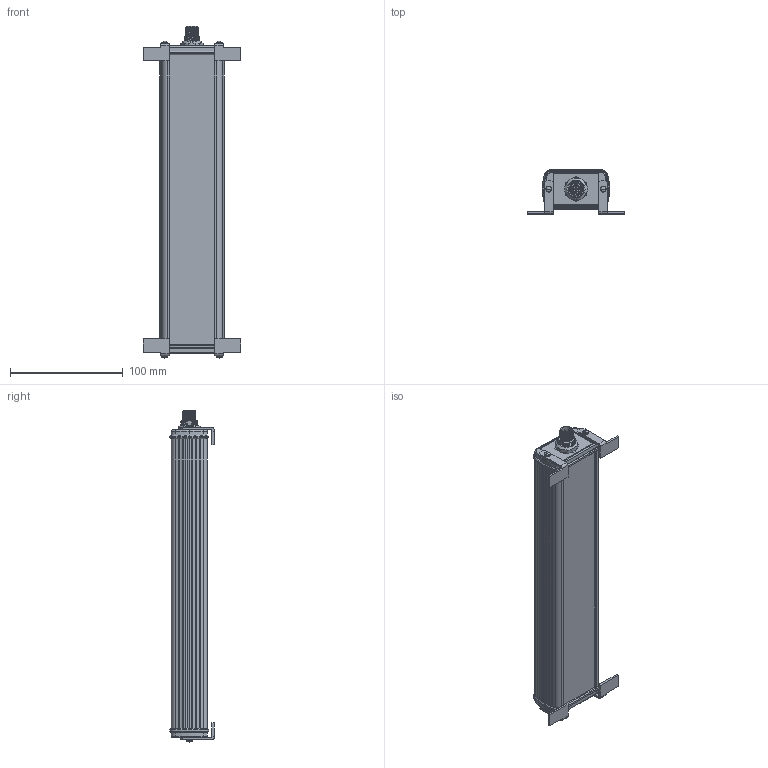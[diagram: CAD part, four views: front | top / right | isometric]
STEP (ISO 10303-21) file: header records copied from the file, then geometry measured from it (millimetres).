
FILE_DESCRIPTION (( 'STEP AP214' ), '1' );
FILE_NAME ('Roll-2-Roll Technologies-WPS-221-xx-QD.STEP', '2021-01-27T14:04:04', ( '' ), ( '' ), 'SwSTEP 2.0', 'SolidWorks 2020', '' );
FILE_SCHEMA (( 'AUTOMOTIVE_DESIGN' ));
Length unit declared in the file: inch
Products named in the file (1): Roll-2-Roll Technologies-WPS-221-xx-QD
Bounding box: 86.5 x 39.3 x 293.99 mm (x, y, z)
Volume: 466270.7 mm3; surface area: 58851.5 mm2
Topology: 7 solids, 7 shells, 535 faces, 1374 edges, 880 vertices
Faces by surface type: cylinder 196, plane 151, bspline 114, cone 72, torus 2
Entity records: 41929 total; most frequent: CARTESIAN_POINT 25702, ORIENTED_EDGE 2728, DIRECTION 2292, EDGE_CURVE 1364, VERTEX_POINT 880, AXIS2_PLACEMENT_3D 857, LINE 578, VECTOR 578
